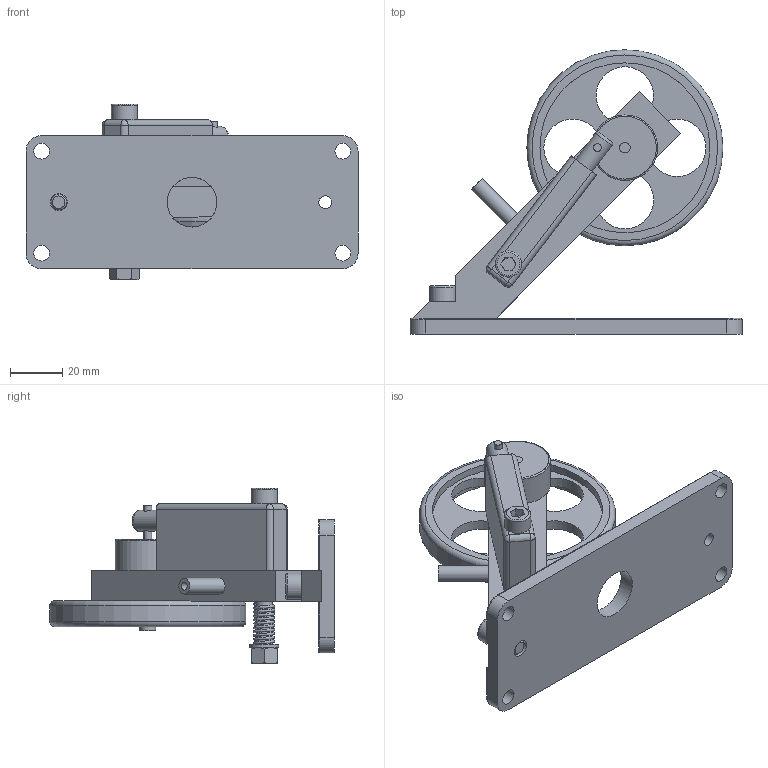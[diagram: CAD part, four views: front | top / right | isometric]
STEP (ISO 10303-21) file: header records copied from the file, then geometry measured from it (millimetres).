
FILE_DESCRIPTION(/* description */ (''),/* implementation_level */ '2;1');
FILE_NAME(/* name */ 'Assembly1.stp',/* time_stamp */ '2022-05-04T14:45:11-03:00',/* author */ ('Korch'),/* organization */ (''),/* preprocessor_version */ 'ST-DEVELOPER v18.1',/* originating_system */ 'Autodesk Inventor 2022',/* authorisation */ '');
FILE_SCHEMA (('AUTOMOTIVE_DESIGN { 1 0 10303 214 3 1 1 }'));
Length unit declared in the file: millimetre
Products named in the file (16): Assembly1; base_plate; main_frame; ISO 4762 - M6 x 12; Air_hose_coupling; cilinder; ISO 4762 - M6 x 60; mola; ISO 4034 - M6; AS 1237 - 6; crank_wheel; fly_wheel; crank_shaft; piston; crank_pin; ISO 4027 - M2,5 x 6
Assembly tree (15 placements, depth 2):
  Assembly1
    base_plate
    main_frame
    ISO 4762 - M6 x 12
    Air_hose_coupling
    cilinder
    ISO 4762 - M6 x 60
    mola
    ISO 4034 - M6
    AS 1237 - 6
    crank_wheel
    fly_wheel
    crank_shaft
    piston
    crank_pin
    ISO 4027 - M2,5 x 6
Bounding box: 127 x 108.79 x 67.19 mm (x, y, z)
Volume: 109256.5 mm3; surface area: 49342.8 mm2
Topology: 15 solids, 15 shells, 188 faces, 420 edges, 267 vertices
Faces by surface type: plane 84, cylinder 66, cone 21, torus 14, sphere 2, bspline 1
Full cylindrical faces by diameter (mm): 2 x7, 2.5 x2, 3 x4, 4 x2, 4.917 x2, 6 x14, 6.4 x1, 6.6 x1, 8 x2, 10 x2, 11 x1, 15 x1, 19 x1, 22 x4, 25 x1, 65 x2, 75 x1
Entity records: 7500 total; most frequent: CARTESIAN_POINT 2578, DIRECTION 986, ORIENTED_EDGE 834, EDGE_CURVE 417, AXIS2_PLACEMENT_3D 408, VERTEX_POINT 265, EDGE_LOOP 248, FACE_OUTER_BOUND 188
